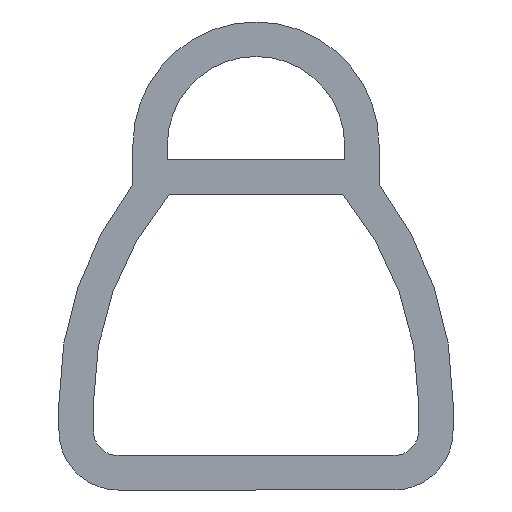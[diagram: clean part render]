
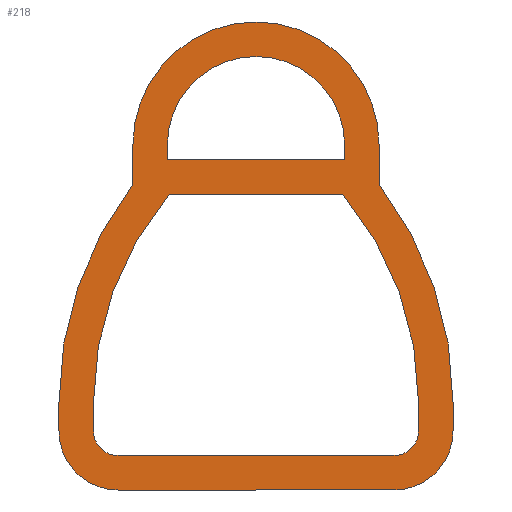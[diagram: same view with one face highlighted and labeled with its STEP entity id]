
A CAD part, front view. The second image highlights one B-rep face of the part: STEP entity #218.
In plain terms, the highlighted planar face has unit normal (0, -1, 0).
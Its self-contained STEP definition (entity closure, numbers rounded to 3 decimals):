
#34=AXIS2_PLACEMENT_3D('Plane Axis2P3D',#31,#32,#33) ;
#38=AXIS2_PLACEMENT_3D('Circle Axis2P3D',#36,#37,$) ;
#54=AXIS2_PLACEMENT_3D('Circle Axis2P3D',#52,#53,$) ;
#68=AXIS2_PLACEMENT_3D('Circle Axis2P3D',#66,#67,$) ;
#82=AXIS2_PLACEMENT_3D('Circle Axis2P3D',#80,#81,$) ;
#96=AXIS2_PLACEMENT_3D('Circle Axis2P3D',#94,#95,$) ;
#120=AXIS2_PLACEMENT_3D('Circle Axis2P3D',#118,#119,$) ;
#163=AXIS2_PLACEMENT_3D('Circle Axis2P3D',#161,#162,$) ;
#177=AXIS2_PLACEMENT_3D('Circle Axis2P3D',#175,#176,$) ;
#191=AXIS2_PLACEMENT_3D('Circle Axis2P3D',#189,#190,$) ;
#205=AXIS2_PLACEMENT_3D('Circle Axis2P3D',#203,#204,$) ;
#31=CARTESIAN_POINT('Axis2P3D Location',(4.,0.,6.7)) ;
#36=CARTESIAN_POINT('Axis2P3D Location',(7.258,0.,1.781)) ;
#40=CARTESIAN_POINT('Vertex',(0.,0.,1.781)) ;
#42=CARTESIAN_POINT('Vertex',(1.5,0.,6.2)) ;
#45=CARTESIAN_POINT('Line Origine',(0.,0.,1.491)) ;
#49=CARTESIAN_POINT('Vertex',(0.,0.,1.2)) ;
#52=CARTESIAN_POINT('Axis2P3D Location',(1.2,0.,1.2)) ;
#56=CARTESIAN_POINT('Vertex',(1.2,0.,0.)) ;
#59=CARTESIAN_POINT('Line Origine',(4.,0.,0.)) ;
#63=CARTESIAN_POINT('Vertex',(6.8,0.,0.)) ;
#66=CARTESIAN_POINT('Axis2P3D Location',(6.8,0.,1.2)) ;
#70=CARTESIAN_POINT('Vertex',(8.,0.,1.2)) ;
#73=CARTESIAN_POINT('Line Origine',(8.,0.,1.491)) ;
#77=CARTESIAN_POINT('Vertex',(8.,0.,1.781)) ;
#80=CARTESIAN_POINT('Axis2P3D Location',(0.742,0.,1.781)) ;
#84=CARTESIAN_POINT('Vertex',(6.5,0.,6.2)) ;
#87=CARTESIAN_POINT('Line Origine',(6.5,0.,6.6)) ;
#91=CARTESIAN_POINT('Vertex',(6.5,0.,7.)) ;
#94=CARTESIAN_POINT('Axis2P3D Location',(4.,0.,7.)) ;
#98=CARTESIAN_POINT('Vertex',(1.5,0.,7.)) ;
#101=CARTESIAN_POINT('Line Origine',(1.5,0.,6.6)) ;
#118=CARTESIAN_POINT('Axis2P3D Location',(4.,0.,7.)) ;
#122=CARTESIAN_POINT('Vertex',(5.8,0.,7.)) ;
#124=CARTESIAN_POINT('Vertex',(2.2,0.,7.)) ;
#127=CARTESIAN_POINT('Line Origine',(5.8,0.,6.85)) ;
#131=CARTESIAN_POINT('Vertex',(5.8,0.,6.7)) ;
#134=CARTESIAN_POINT('Line Origine',(4.,0.,6.7)) ;
#138=CARTESIAN_POINT('Vertex',(2.2,0.,6.7)) ;
#141=CARTESIAN_POINT('Line Origine',(2.2,0.,6.85)) ;
#152=CARTESIAN_POINT('Line Origine',(4.,0.,6.)) ;
#156=CARTESIAN_POINT('Vertex',(2.237,0.,6.)) ;
#158=CARTESIAN_POINT('Vertex',(5.763,0.,6.)) ;
#161=CARTESIAN_POINT('Axis2P3D Location',(0.742,0.,1.781)) ;
#165=CARTESIAN_POINT('Vertex',(7.3,0.,1.781)) ;
#168=CARTESIAN_POINT('Line Origine',(7.3,0.,1.491)) ;
#172=CARTESIAN_POINT('Vertex',(7.3,0.,1.2)) ;
#175=CARTESIAN_POINT('Axis2P3D Location',(6.8,0.,1.2)) ;
#179=CARTESIAN_POINT('Vertex',(6.8,0.,0.7)) ;
#182=CARTESIAN_POINT('Line Origine',(4.,0.,0.7)) ;
#186=CARTESIAN_POINT('Vertex',(1.2,0.,0.7)) ;
#189=CARTESIAN_POINT('Axis2P3D Location',(1.2,0.,1.2)) ;
#193=CARTESIAN_POINT('Vertex',(0.7,0.,1.2)) ;
#196=CARTESIAN_POINT('Line Origine',(0.7,0.,1.491)) ;
#200=CARTESIAN_POINT('Vertex',(0.7,0.,1.781)) ;
#203=CARTESIAN_POINT('Axis2P3D Location',(7.258,0.,1.781)) ;
#32=DIRECTION('Axis2P3D Direction',(0.,1.,0.)) ;
#33=DIRECTION('Axis2P3D XDirection',(-1.,0.,0.)) ;
#37=DIRECTION('Axis2P3D Direction',(0.,1.,0.)) ;
#46=DIRECTION('Vector Direction',(0.,0.,1.)) ;
#53=DIRECTION('Axis2P3D Direction',(0.,1.,0.)) ;
#60=DIRECTION('Vector Direction',(-1.,0.,0.)) ;
#67=DIRECTION('Axis2P3D Direction',(0.,1.,0.)) ;
#74=DIRECTION('Vector Direction',(0.,0.,1.)) ;
#81=DIRECTION('Axis2P3D Direction',(0.,1.,0.)) ;
#88=DIRECTION('Vector Direction',(0.,0.,1.)) ;
#95=DIRECTION('Axis2P3D Direction',(0.,1.,0.)) ;
#102=DIRECTION('Vector Direction',(0.,0.,1.)) ;
#119=DIRECTION('Axis2P3D Direction',(0.,1.,0.)) ;
#128=DIRECTION('Vector Direction',(0.,0.,-1.)) ;
#135=DIRECTION('Vector Direction',(1.,0.,0.)) ;
#142=DIRECTION('Vector Direction',(0.,0.,1.)) ;
#153=DIRECTION('Vector Direction',(-1.,0.,0.)) ;
#162=DIRECTION('Axis2P3D Direction',(0.,1.,0.)) ;
#169=DIRECTION('Vector Direction',(0.,0.,1.)) ;
#176=DIRECTION('Axis2P3D Direction',(0.,1.,0.)) ;
#183=DIRECTION('Vector Direction',(-1.,0.,0.)) ;
#190=DIRECTION('Axis2P3D Direction',(0.,1.,0.)) ;
#197=DIRECTION('Vector Direction',(0.,0.,1.)) ;
#204=DIRECTION('Axis2P3D Direction',(0.,1.,0.)) ;
#47=VECTOR('Line Direction',#46,1.) ;
#61=VECTOR('Line Direction',#60,1.) ;
#75=VECTOR('Line Direction',#74,1.) ;
#89=VECTOR('Line Direction',#88,1.) ;
#103=VECTOR('Line Direction',#102,1.) ;
#129=VECTOR('Line Direction',#128,1.) ;
#136=VECTOR('Line Direction',#135,1.) ;
#143=VECTOR('Line Direction',#142,1.) ;
#154=VECTOR('Line Direction',#153,1.) ;
#170=VECTOR('Line Direction',#169,1.) ;
#184=VECTOR('Line Direction',#183,1.) ;
#198=VECTOR('Line Direction',#197,1.) ;
#107=ORIENTED_EDGE('',*,*,#44,.F.) ;
#108=ORIENTED_EDGE('',*,*,#51,.F.) ;
#109=ORIENTED_EDGE('',*,*,#58,.F.) ;
#110=ORIENTED_EDGE('',*,*,#65,.F.) ;
#111=ORIENTED_EDGE('',*,*,#72,.F.) ;
#112=ORIENTED_EDGE('',*,*,#79,.F.) ;
#113=ORIENTED_EDGE('',*,*,#86,.F.) ;
#114=ORIENTED_EDGE('',*,*,#93,.F.) ;
#115=ORIENTED_EDGE('',*,*,#100,.F.) ;
#116=ORIENTED_EDGE('',*,*,#105,.F.) ;
#147=ORIENTED_EDGE('',*,*,#126,.F.) ;
#148=ORIENTED_EDGE('',*,*,#133,.F.) ;
#149=ORIENTED_EDGE('',*,*,#140,.F.) ;
#150=ORIENTED_EDGE('',*,*,#145,.F.) ;
#209=ORIENTED_EDGE('',*,*,#160,.T.) ;
#210=ORIENTED_EDGE('',*,*,#167,.T.) ;
#211=ORIENTED_EDGE('',*,*,#174,.T.) ;
#212=ORIENTED_EDGE('',*,*,#181,.T.) ;
#213=ORIENTED_EDGE('',*,*,#188,.T.) ;
#214=ORIENTED_EDGE('',*,*,#195,.T.) ;
#215=ORIENTED_EDGE('',*,*,#202,.T.) ;
#216=ORIENTED_EDGE('',*,*,#207,.T.) ;
#151=FACE_BOUND('',#146,.T.) ;
#217=FACE_BOUND('',#208,.T.) ;
#218=ADVANCED_FACE('S3D',(#117,#151,#217),#35,.F.) ;
#39=CIRCLE('generated circle',#38,7.258) ;
#55=CIRCLE('generated circle',#54,1.2) ;
#69=CIRCLE('generated circle',#68,1.2) ;
#83=CIRCLE('generated circle',#82,7.258) ;
#97=CIRCLE('generated circle',#96,2.5) ;
#121=CIRCLE('generated circle',#120,1.8) ;
#164=CIRCLE('generated circle',#163,6.558) ;
#178=CIRCLE('generated circle',#177,0.5) ;
#192=CIRCLE('generated circle',#191,0.5) ;
#206=CIRCLE('generated circle',#205,6.558) ;
#44=EDGE_CURVE('',#41,#43,#39,.T.) ;
#51=EDGE_CURVE('',#50,#41,#48,.T.) ;
#58=EDGE_CURVE('',#57,#50,#55,.T.) ;
#65=EDGE_CURVE('',#64,#57,#62,.T.) ;
#72=EDGE_CURVE('',#71,#64,#69,.T.) ;
#79=EDGE_CURVE('',#78,#71,#76,.F.) ;
#86=EDGE_CURVE('',#85,#78,#83,.T.) ;
#93=EDGE_CURVE('',#92,#85,#90,.F.) ;
#100=EDGE_CURVE('',#99,#92,#97,.T.) ;
#105=EDGE_CURVE('',#43,#99,#104,.T.) ;
#126=EDGE_CURVE('',#123,#125,#121,.F.) ;
#133=EDGE_CURVE('',#132,#123,#130,.F.) ;
#140=EDGE_CURVE('',#139,#132,#137,.T.) ;
#145=EDGE_CURVE('',#125,#139,#144,.F.) ;
#160=EDGE_CURVE('',#157,#159,#155,.F.) ;
#167=EDGE_CURVE('',#159,#166,#164,.T.) ;
#174=EDGE_CURVE('',#166,#173,#171,.F.) ;
#181=EDGE_CURVE('',#173,#180,#178,.T.) ;
#188=EDGE_CURVE('',#180,#187,#185,.T.) ;
#195=EDGE_CURVE('',#187,#194,#192,.T.) ;
#202=EDGE_CURVE('',#194,#201,#199,.T.) ;
#207=EDGE_CURVE('',#201,#157,#206,.T.) ;
#106=EDGE_LOOP('',(#107,#108,#109,#110,#111,#112,#113,#114,#115,#116)) ;
#146=EDGE_LOOP('',(#147,#148,#149,#150)) ;
#208=EDGE_LOOP('',(#209,#210,#211,#212,#213,#214,#215,#216)) ;
#117=FACE_OUTER_BOUND('',#106,.T.) ;
#48=LINE('Line',#45,#47) ;
#62=LINE('Line',#59,#61) ;
#76=LINE('Line',#73,#75) ;
#90=LINE('Line',#87,#89) ;
#104=LINE('Line',#101,#103) ;
#130=LINE('Line',#127,#129) ;
#137=LINE('Line',#134,#136) ;
#144=LINE('Line',#141,#143) ;
#155=LINE('Line',#152,#154) ;
#171=LINE('Line',#168,#170) ;
#185=LINE('Line',#182,#184) ;
#199=LINE('Line',#196,#198) ;
#35=PLANE('',#34) ;
#41=VERTEX_POINT('',#40) ;
#43=VERTEX_POINT('',#42) ;
#50=VERTEX_POINT('',#49) ;
#57=VERTEX_POINT('',#56) ;
#64=VERTEX_POINT('',#63) ;
#71=VERTEX_POINT('',#70) ;
#78=VERTEX_POINT('',#77) ;
#85=VERTEX_POINT('',#84) ;
#92=VERTEX_POINT('',#91) ;
#99=VERTEX_POINT('',#98) ;
#123=VERTEX_POINT('',#122) ;
#125=VERTEX_POINT('',#124) ;
#132=VERTEX_POINT('',#131) ;
#139=VERTEX_POINT('',#138) ;
#157=VERTEX_POINT('',#156) ;
#159=VERTEX_POINT('',#158) ;
#166=VERTEX_POINT('',#165) ;
#173=VERTEX_POINT('',#172) ;
#180=VERTEX_POINT('',#179) ;
#187=VERTEX_POINT('',#186) ;
#194=VERTEX_POINT('',#193) ;
#201=VERTEX_POINT('',#200) ;
